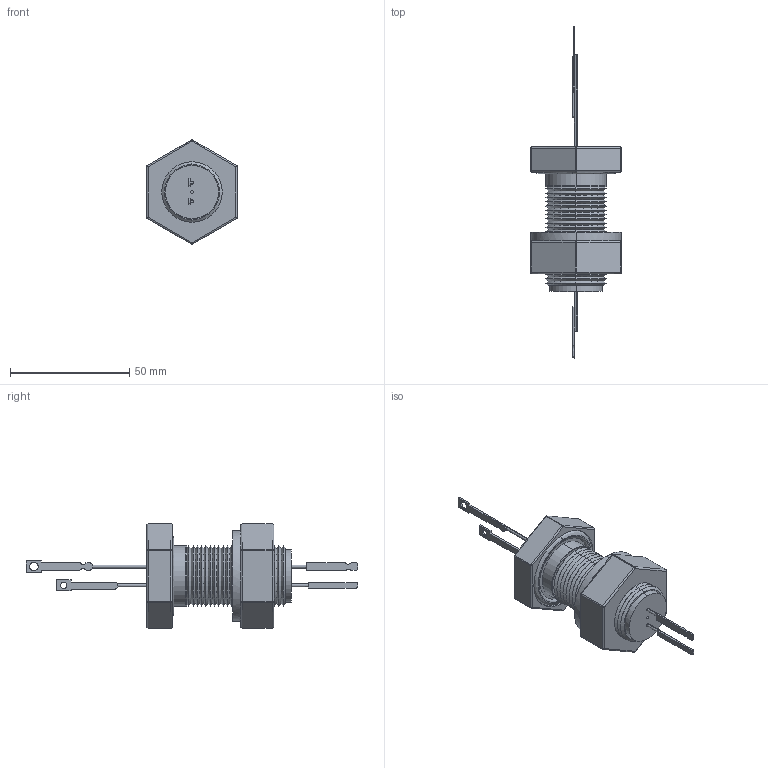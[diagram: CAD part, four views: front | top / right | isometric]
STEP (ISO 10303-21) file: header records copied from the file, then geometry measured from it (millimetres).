
FILE_DESCRIPTION (( 'STEP AP203' ), '1' );
FILE_NAME ('A0418-3-BP.STEP', '2013-04-09T10:59:03', ( '' ), ( '' ), 'SwSTEP 2.0', 'SolidWorks 2012', '' );
FILE_SCHEMA (( 'CONFIG_CONTROL_DESIGN' ));
Length unit declared in the file: inch
Products named in the file (1): A0418-3-BP
Bounding box: 38.1 x 139.45 x 43.84 mm (x, y, z)
Volume: 36969.6 mm3; surface area: 18758.9 mm2
Topology: 3 solids, 6 shells, 304 faces, 684 edges, 394 vertices
Faces by surface type: cylinder 116, plane 90, cone 66, bspline 32
Entity records: 8777 total; most frequent: CARTESIAN_POINT 1889, DIRECTION 1542, ORIENTED_EDGE 1336, EDGE_CURVE 668, AXIS2_PLACEMENT_3D 607, VERTEX_POINT 394, EDGE_LOOP 340, CIRCLE 334
